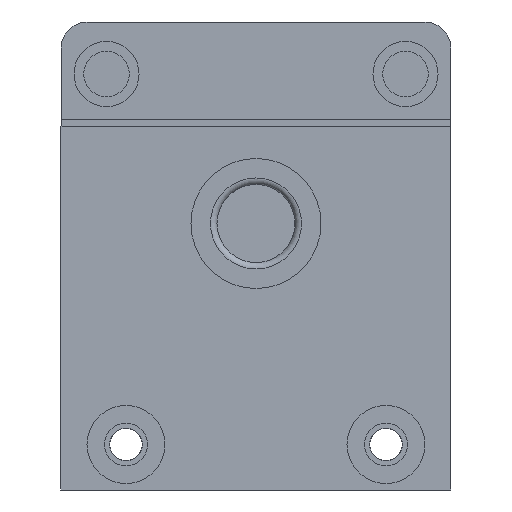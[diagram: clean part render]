
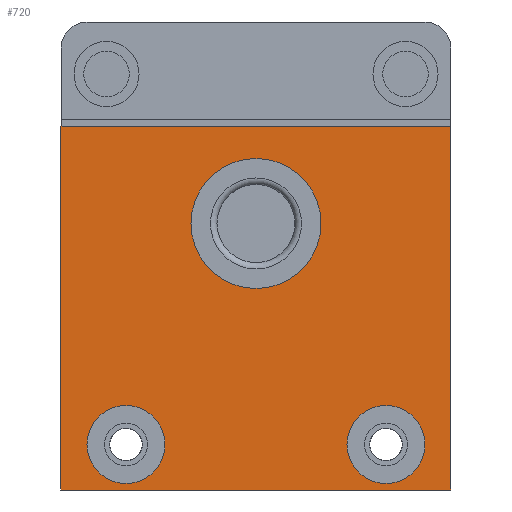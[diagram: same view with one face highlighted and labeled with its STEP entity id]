
A CAD part, left-side view. The second image highlights one B-rep face of the part: STEP entity #720.
In plain terms, the highlighted planar face has unit normal (-1, 0, 0).
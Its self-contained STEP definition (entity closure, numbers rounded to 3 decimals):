
#220=PLANE('',#4049);
#494=CIRCLE('',#4046,5.);
#495=CIRCLE('',#4047,3.);
#496=CIRCLE('',#4048,3.);
#720=ADVANCED_FACE('',(#1156,#1157,#1158,#1159),#220,.T.);
#1156=FACE_BOUND('',#1571,.T.);
#1157=FACE_BOUND('',#1572,.T.);
#1158=FACE_BOUND('',#1573,.T.);
#1159=FACE_BOUND('',#1574,.T.);
#1571=EDGE_LOOP('',(#2351));
#1572=EDGE_LOOP('',(#2352));
#1573=EDGE_LOOP('',(#2353));
#1574=EDGE_LOOP('',(#2354,#2355,#2356,#2357));
#2351=ORIENTED_EDGE('',*,*,#3229,.T.);
#2352=ORIENTED_EDGE('',*,*,#3230,.F.);
#2353=ORIENTED_EDGE('',*,*,#3231,.F.);
#2354=ORIENTED_EDGE('',*,*,#3224,.T.);
#2355=ORIENTED_EDGE('',*,*,#3221,.T.);
#2356=ORIENTED_EDGE('',*,*,#3218,.T.);
#2357=ORIENTED_EDGE('',*,*,#3215,.T.);
#2809=VERTEX_POINT('',#6581);
#2810=VERTEX_POINT('',#6583);
#2812=VERTEX_POINT('',#6589);
#2814=VERTEX_POINT('',#6595);
#2819=VERTEX_POINT('',#6612);
#2820=VERTEX_POINT('',#6614);
#2821=VERTEX_POINT('',#6616);
#3215=EDGE_CURVE('',#2810,#2809,#3473,.T.);
#3218=EDGE_CURVE('',#2812,#2810,#3476,.T.);
#3221=EDGE_CURVE('',#2814,#2812,#3479,.T.);
#3224=EDGE_CURVE('',#2809,#2814,#3482,.T.);
#3229=EDGE_CURVE('',#2819,#2819,#494,.T.);
#3230=EDGE_CURVE('',#2820,#2820,#495,.T.);
#3231=EDGE_CURVE('',#2821,#2821,#496,.T.);
#3473=LINE('',#6582,#3669);
#3476=LINE('',#6588,#3672);
#3479=LINE('',#6594,#3675);
#3482=LINE('',#6599,#3678);
#3669=VECTOR('',#4948,1.);
#3672=VECTOR('',#4953,1.);
#3675=VECTOR('',#4958,1.);
#3678=VECTOR('',#4963,1.);
#4046=AXIS2_PLACEMENT_3D('',#6611,#4978,#4979);
#4047=AXIS2_PLACEMENT_3D('',#6613,#4980,#4981);
#4048=AXIS2_PLACEMENT_3D('',#6615,#4982,#4983);
#4049=AXIS2_PLACEMENT_3D('',#6617,#4984,#4985);
#4948=DIRECTION('',(0.,0.,1.));
#4953=DIRECTION('',(0.,-1.,0.));
#4958=DIRECTION('',(0.,0.,-1.));
#4963=DIRECTION('',(0.,1.,0.));
#4978=DIRECTION('',(1.,0.,0.));
#4979=DIRECTION('',(0.,-1.,0.));
#4980=DIRECTION('',(-1.,0.,0.));
#4981=DIRECTION('',(0.,-1.,0.));
#4982=DIRECTION('',(-1.,0.,0.));
#4983=DIRECTION('',(0.,-1.,0.));
#4984=DIRECTION('',(-1.,0.,0.));
#4985=DIRECTION('',(0.,-1.,0.));
#6581=CARTESIAN_POINT('',(-84.,35.25,-2.5));
#6582=CARTESIAN_POINT('',(-84.,35.25,-17.));
#6583=CARTESIAN_POINT('',(-84.,35.25,-30.5));
#6588=CARTESIAN_POINT('',(-84.,37.05,-30.5));
#6589=CARTESIAN_POINT('',(-84.,65.25,-30.5));
#6594=CARTESIAN_POINT('',(-84.,65.25,-17.));
#6595=CARTESIAN_POINT('',(-84.,65.25,-2.5));
#6599=CARTESIAN_POINT('',(-84.,50.25,-2.5));
#6611=CARTESIAN_POINT('',(-84.,50.25,-10.));
#6612=CARTESIAN_POINT('',(-84.,45.25,-10.));
#6613=CARTESIAN_POINT('',(-84.,60.25,-27.));
#6614=CARTESIAN_POINT('',(-84.,57.25,-27.));
#6615=CARTESIAN_POINT('',(-84.,40.25,-27.));
#6616=CARTESIAN_POINT('',(-84.,37.25,-27.));
#6617=CARTESIAN_POINT('',(-84.,37.05,-17.));
